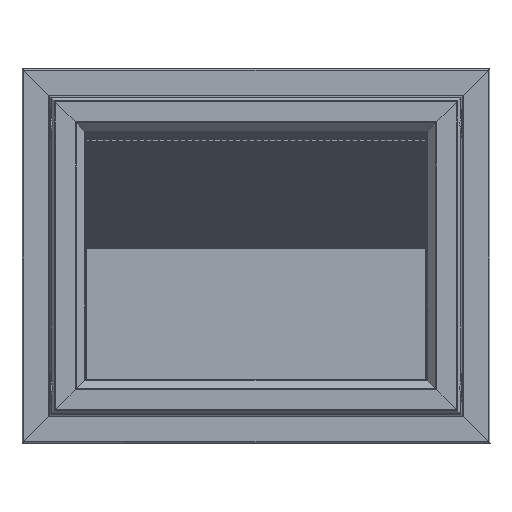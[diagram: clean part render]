
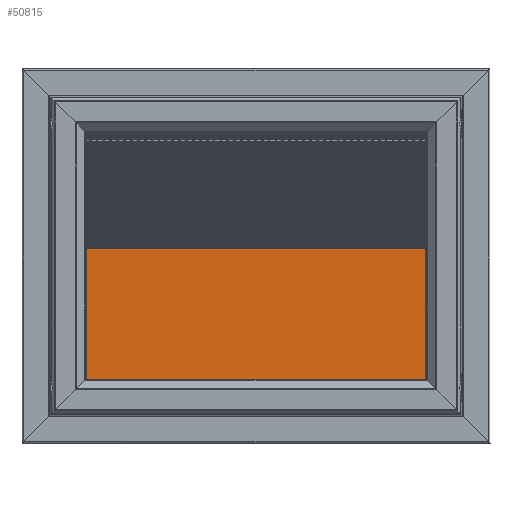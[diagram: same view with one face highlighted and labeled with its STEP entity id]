
A CAD part, top view. The second image highlights one B-rep face of the part: STEP entity #50815.
In plain terms, the highlighted planar face has unit normal (0, 0, 1).
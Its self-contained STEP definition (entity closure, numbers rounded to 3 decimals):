
#1310=FACE_OUTER_BOUND('',#4106,.T.);
#4106=EDGE_LOOP('',(#34849,#34850,#34851,#34852,#34853,#34854,#34855));
#7127=LINE('',#74758,#13491);
#7129=LINE('',#74767,#13493);
#7133=LINE('',#74783,#13497);
#7134=LINE('',#74785,#13498);
#7135=LINE('',#74787,#13499);
#7136=LINE('',#74788,#13500);
#13491=VECTOR('',#59449,10.);
#13493=VECTOR('',#59459,41.476);
#13497=VECTOR('',#59473,10.);
#13498=VECTOR('',#59474,10.);
#13499=VECTOR('',#59475,59.551);
#13500=VECTOR('',#59476,83.);
#19290=CIRCLE('',#54155,15.);
#20750=VERTEX_POINT('',#74752);
#20752=VERTEX_POINT('',#74756);
#20753=VERTEX_POINT('',#74760);
#20755=VERTEX_POINT('',#74766);
#20762=VERTEX_POINT('',#74782);
#20763=VERTEX_POINT('',#74784);
#20764=VERTEX_POINT('',#74786);
#26026=EDGE_CURVE('',#20750,#20752,#7127,.T.);
#26027=EDGE_CURVE('',#20752,#20753,#19290,.T.);
#26030=EDGE_CURVE('',#20750,#20755,#7129,.T.);
#26038=EDGE_CURVE('',#20753,#20762,#7133,.T.);
#26039=EDGE_CURVE('',#20763,#20762,#7134,.T.);
#26040=EDGE_CURVE('',#20763,#20764,#7135,.T.);
#26041=EDGE_CURVE('',#20764,#20755,#7136,.T.);
#34849=ORIENTED_EDGE('',*,*,#26026,.T.);
#34850=ORIENTED_EDGE('',*,*,#26027,.T.);
#34851=ORIENTED_EDGE('',*,*,#26038,.T.);
#34852=ORIENTED_EDGE('',*,*,#26039,.F.);
#34853=ORIENTED_EDGE('',*,*,#26040,.T.);
#34854=ORIENTED_EDGE('',*,*,#26041,.T.);
#34855=ORIENTED_EDGE('',*,*,#26030,.F.);
#48078=PLANE('',#54162);
#50815=ADVANCED_FACE('',(#1310),#48078,.T.);
#54155=AXIS2_PLACEMENT_3D('',#74761,#59452,#59453);
#54162=AXIS2_PLACEMENT_3D('',#74781,#59471,#59472);
#59449=DIRECTION('',(-1.,0.,0.));
#59452=DIRECTION('center_axis',(0.,0.,-1.));
#59453=DIRECTION('ref_axis',(0.,-1.,0.));
#59459=DIRECTION('',(0.,-1.,0.));
#59471=DIRECTION('center_axis',(0.,0.,1.));
#59472=DIRECTION('ref_axis',(0.,-1.,0.));
#59473=DIRECTION('',(0.,1.,0.));
#59474=DIRECTION('',(1.,0.,0.));
#59475=DIRECTION('',(0.,-1.,0.));
#59476=DIRECTION('',(1.,0.,0.));
#74752=CARTESIAN_POINT('',(41.5,38.2,3.));
#74756=CARTESIAN_POINT('',(-16.5,38.2,3.));
#74758=CARTESIAN_POINT('',(-29.,38.2,3.));
#74760=CARTESIAN_POINT('',(-31.5,53.2,3.));
#74761=CARTESIAN_POINT('Origin',(-16.5,53.2,3.));
#74766=CARTESIAN_POINT('',(41.5,1.224,3.));
#74767=CARTESIAN_POINT('',(41.5,42.7,3.));
#74781=CARTESIAN_POINT('Origin',(-41.5,60.776,3.));
#74782=CARTESIAN_POINT('',(-31.5,60.776,3.));
#74783=CARTESIAN_POINT('',(-31.5,77.327,3.));
#74784=CARTESIAN_POINT('',(-41.5,60.776,3.));
#74785=CARTESIAN_POINT('',(-41.5,60.776,3.));
#74786=CARTESIAN_POINT('',(-41.5,1.224,3.));
#74787=CARTESIAN_POINT('',(-41.5,60.776,3.));
#74788=CARTESIAN_POINT('',(-41.5,1.224,3.));
